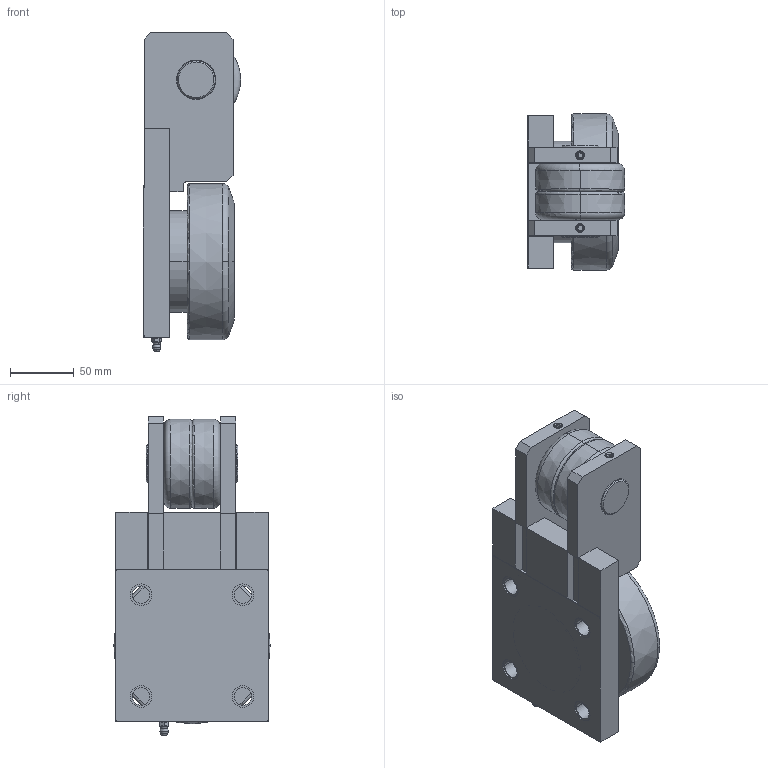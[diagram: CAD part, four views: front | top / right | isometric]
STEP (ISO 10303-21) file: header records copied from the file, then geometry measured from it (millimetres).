
FILE_DESCRIPTION(('STEP AP214'),'1');
FILE_NAME('3_062.stp','2021-05-27T03:01:24',('TraceParts'),('TraceParts S.A.'),'Spatial InterOp 3D',' ',' ');
FILE_SCHEMA(('AUTOMOTIVE_DESIGN { 1 0 10303 214 1 1 1 1 }'));
Length unit declared in the file: millimetre
Products named in the file (1): 3_062
Bounding box: 76.5 x 123 x 250.5 mm (x, y, z)
Volume: 1200647.2 mm3; surface area: 157816.3 mm2
Topology: 1 solids, 1 shells, 243 faces, 610 edges, 401 vertices
Faces by surface type: plane 106, cone 60, cylinder 49, torus 20, bspline 6, sphere 2
Entity records: 10934 total; most frequent: CARTESIAN_POINT 2058, DIRECTION 1277, ORIENTED_EDGE 1212, EDGE_CURVE 606, AXIS2_PLACEMENT_3D 491, PRESENTATION_STYLE_ASSIGNMENT 487, COLOUR_RGB 487, VERTEX_POINT 401
